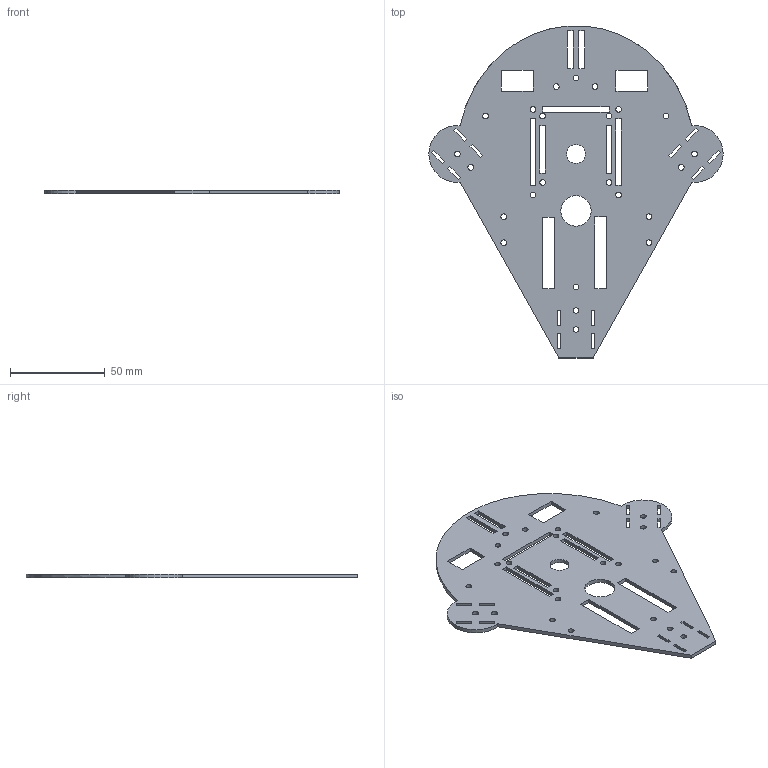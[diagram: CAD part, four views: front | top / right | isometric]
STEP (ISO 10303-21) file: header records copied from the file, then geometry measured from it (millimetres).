
FILE_DESCRIPTION(/* description */ (''),/* implementation_level */ '2;1');
FILE_NAME(/* name */ 'Upboard_ipt_bee7d236.STEP',/* time_stamp */ '2020-09-04T09:10:56+08:00',/* author */ ('Lvzongyang'),/* organization */ (''),/* preprocessor_version */ 'ST-DEVELOPER v15.6',/* originating_system */ 'Autodesk Inventor 2015',/* authorisation */ '');
FILE_SCHEMA (('AUTOMOTIVE_DESIGN { 1 0 10303 214 3 1 1 }'));
Length unit declared in the file: millimetre
Products named in the file (1): Upboard
Bounding box: 155 x 174.85 x 2 mm (x, y, z)
Volume: 27342.3 mm3; surface area: 30871.6 mm2
Topology: 1 solids, 1 shells, 126 faces, 372 edges, 248 vertices
Faces by surface type: plane 97, cylinder 28, bspline 1
Full cylindrical faces by diameter (mm): 3 x24, 10 x1, 16 x1
Entity records: 4269 total; most frequent: CARTESIAN_POINT 730, ORIENTED_EDGE 692, DIRECTION 656, EDGE_CURVE 346, LINE 288, VECTOR 288, EDGE_LOOP 250, VERTEX_POINT 248
